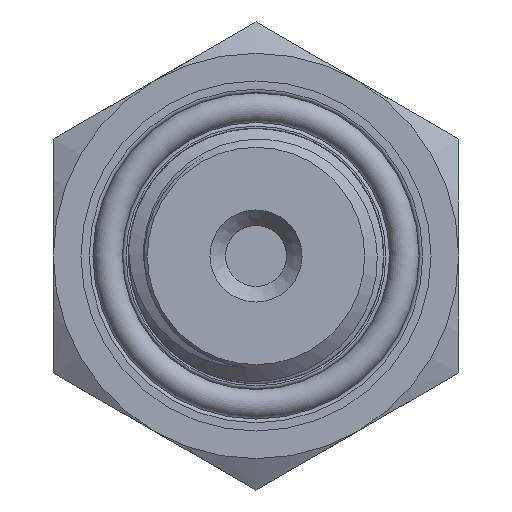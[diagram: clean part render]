
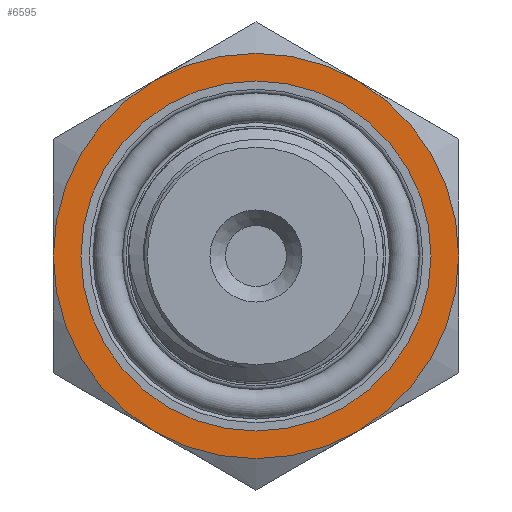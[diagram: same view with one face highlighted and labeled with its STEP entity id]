
A CAD part, left-side view. The second image highlights one B-rep face of the part: STEP entity #6595.
In plain terms, the highlighted planar face has unit normal (-1, 0, 0).
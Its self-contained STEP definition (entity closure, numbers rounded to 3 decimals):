
#364=FACE_BOUND('',#1178,.T.);
#411=PLANE('',#6810);
#770=FACE_OUTER_BOUND('',#1177,.T.);
#1177=EDGE_LOOP('',(#6067,#6068,#6069,#6070,#6071,#6072));
#1178=EDGE_LOOP('',(#6073));
#1248=CIRCLE('',#6743,11.);
#1249=CIRCLE('',#6745,11.);
#1250=CIRCLE('',#6747,11.);
#1251=CIRCLE('',#6749,11.);
#1252=CIRCLE('',#6751,11.);
#1253=CIRCLE('',#6753,11.);
#1281=CIRCLE('',#6809,9.5);
#3112=VERTEX_POINT('',#17117);
#3113=VERTEX_POINT('',#17121);
#3115=VERTEX_POINT('',#17128);
#3117=VERTEX_POINT('',#17138);
#3119=VERTEX_POINT('',#17151);
#3121=VERTEX_POINT('',#17161);
#3151=VERTEX_POINT('',#18075);
#4065=EDGE_CURVE('',#3112,#3113,#1248,.T.);
#4068=EDGE_CURVE('',#3115,#3112,#1249,.T.);
#4071=EDGE_CURVE('',#3117,#3115,#1250,.T.);
#4073=EDGE_CURVE('',#3119,#3117,#1251,.T.);
#4076=EDGE_CURVE('',#3121,#3119,#1252,.T.);
#4079=EDGE_CURVE('',#3113,#3121,#1253,.T.);
#4134=EDGE_CURVE('',#3151,#3151,#1281,.T.);
#6067=ORIENTED_EDGE('',*,*,#4079,.T.);
#6068=ORIENTED_EDGE('',*,*,#4076,.T.);
#6069=ORIENTED_EDGE('',*,*,#4073,.T.);
#6070=ORIENTED_EDGE('',*,*,#4071,.T.);
#6071=ORIENTED_EDGE('',*,*,#4068,.T.);
#6072=ORIENTED_EDGE('',*,*,#4065,.T.);
#6073=ORIENTED_EDGE('',*,*,#4134,.T.);
#6595=ADVANCED_FACE('',(#770,#364),#411,.T.);
#6743=AXIS2_PLACEMENT_3D('',#17125,#7359,#7360);
#6745=AXIS2_PLACEMENT_3D('',#17135,#7363,#7364);
#6747=AXIS2_PLACEMENT_3D('',#17145,#7367,#7368);
#6749=AXIS2_PLACEMENT_3D('',#17152,#7371,#7372);
#6751=AXIS2_PLACEMENT_3D('',#17162,#7375,#7376);
#6753=AXIS2_PLACEMENT_3D('',#17171,#7379,#7380);
#6809=AXIS2_PLACEMENT_3D('',#18076,#7501,#7502);
#6810=AXIS2_PLACEMENT_3D('',#18078,#7504,#7505);
#7359=DIRECTION('center_axis',(-1.,0.,0.));
#7360=DIRECTION('ref_axis',(0.,1.,0.));
#7363=DIRECTION('center_axis',(-1.,0.,0.));
#7364=DIRECTION('ref_axis',(0.,1.,0.));
#7367=DIRECTION('center_axis',(-1.,0.,0.));
#7368=DIRECTION('ref_axis',(0.,1.,0.));
#7371=DIRECTION('center_axis',(-1.,0.,0.));
#7372=DIRECTION('ref_axis',(0.,1.,0.));
#7375=DIRECTION('center_axis',(-1.,0.,0.));
#7376=DIRECTION('ref_axis',(0.,1.,0.));
#7379=DIRECTION('center_axis',(-1.,0.,0.));
#7380=DIRECTION('ref_axis',(0.,1.,0.));
#7501=DIRECTION('center_axis',(1.,0.,0.));
#7502=DIRECTION('ref_axis',(0.,0.,-1.));
#7504=DIRECTION('center_axis',(-1.,0.,0.));
#7505=DIRECTION('ref_axis',(0.,0.,1.));
#17117=CARTESIAN_POINT('',(-36.6,5.5,9.526));
#17121=CARTESIAN_POINT('',(-36.6,11.,0.));
#17125=CARTESIAN_POINT('Origin',(-36.6,0.,0.));
#17128=CARTESIAN_POINT('',(-36.6,-5.5,9.526));
#17135=CARTESIAN_POINT('Origin',(-36.6,0.,0.));
#17138=CARTESIAN_POINT('',(-36.6,-11.,0.));
#17145=CARTESIAN_POINT('Origin',(-36.6,0.,0.));
#17151=CARTESIAN_POINT('',(-36.6,-5.5,-9.526));
#17152=CARTESIAN_POINT('Origin',(-36.6,0.,0.));
#17161=CARTESIAN_POINT('',(-36.6,5.5,-9.526));
#17162=CARTESIAN_POINT('Origin',(-36.6,0.,0.));
#17171=CARTESIAN_POINT('Origin',(-36.6,0.,0.));
#18075=CARTESIAN_POINT('',(-36.6,-9.5,0.));
#18076=CARTESIAN_POINT('Origin',(-36.6,0.,0.));
#18078=CARTESIAN_POINT('Origin',(-36.6,11.,0.));
